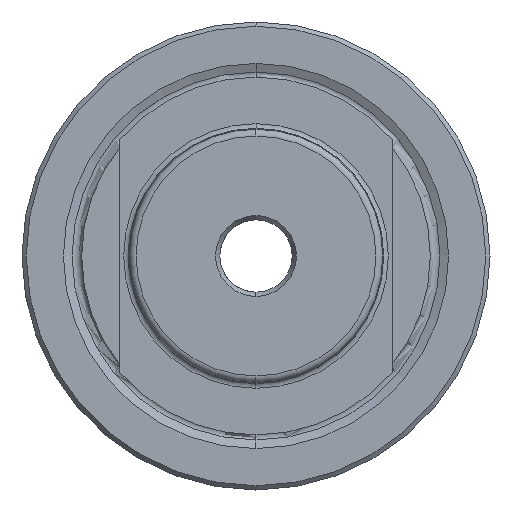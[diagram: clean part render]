
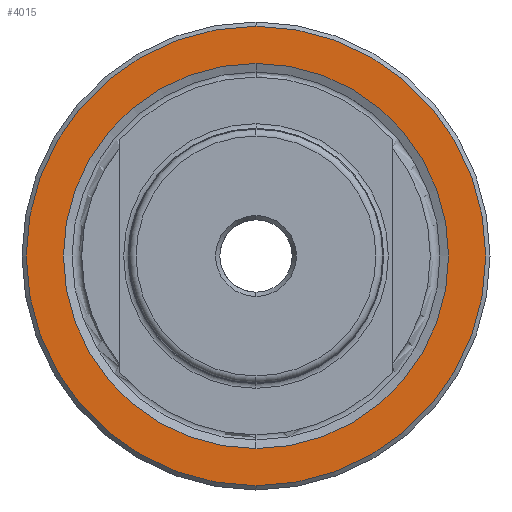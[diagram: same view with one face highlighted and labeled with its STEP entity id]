
A CAD part, left-side view. The second image highlights one B-rep face of the part: STEP entity #4015.
In plain terms, the highlighted planar face has unit normal (-1, 0, 0).
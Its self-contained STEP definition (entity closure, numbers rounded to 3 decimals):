
#12 = PLANE ( 'NONE',  #1144 ) ;
#44 = DIRECTION ( 'NONE',  ( 0., 0., -1. ) ) ;
#48 = CARTESIAN_POINT ( 'NONE',  ( 30., 0., 22.632 ) ) ;
#212 = DIRECTION ( 'NONE',  ( 1., 0., 0. ) ) ;
#516 = CIRCLE ( 'NONE', #3252, 22.632 ) ;
#628 = AXIS2_PLACEMENT_3D ( 'NONE', #1292, #1296, #1637 ) ;
#676 = ORIENTED_EDGE ( 'NONE', *, *, #3731, .T. ) ;
#701 = ORIENTED_EDGE ( 'NONE', *, *, #2905, .F. ) ;
#703 = ORIENTED_EDGE ( 'NONE', *, *, #3871, .F. ) ;
#815 = EDGE_LOOP ( 'NONE', ( #676, #2693 ) ) ;
#948 = EDGE_LOOP ( 'NONE', ( #703, #701 ) ) ;
#1144 = AXIS2_PLACEMENT_3D ( 'NONE', #48, #212, #44 ) ;
#1151 = AXIS2_PLACEMENT_3D ( 'NONE', #1914, #1900, #1763 ) ;
#1292 = CARTESIAN_POINT ( 'NONE',  ( 30., 0., 0. ) ) ;
#1296 = DIRECTION ( 'NONE',  ( -1., 0., 0. ) ) ;
#1300 = CIRCLE ( 'NONE', #2258, 27. ) ;
#1616 = VERTEX_POINT ( 'NONE', #3852 ) ;
#1637 = DIRECTION ( 'NONE',  ( 0., 0., 1. ) ) ;
#1696 = CIRCLE ( 'NONE', #1151, 27. ) ;
#1763 = DIRECTION ( 'NONE',  ( 0., 0., 1. ) ) ;
#1785 = FACE_OUTER_BOUND ( 'NONE', #815, .T. ) ;
#1848 = DIRECTION ( 'NONE',  ( 0., 0., 1. ) ) ;
#1856 = DIRECTION ( 'NONE',  ( -1., 0., 0. ) ) ;
#1859 = CARTESIAN_POINT ( 'NONE',  ( 30., 0., 0. ) ) ;
#1900 = DIRECTION ( 'NONE',  ( -1., 0., 0. ) ) ;
#1914 = CARTESIAN_POINT ( 'NONE',  ( 30., 0., 0. ) ) ;
#2240 = VERTEX_POINT ( 'NONE', #4314 ) ;
#2258 = AXIS2_PLACEMENT_3D ( 'NONE', #3022, #3028, #3037 ) ;
#2267 = FACE_BOUND ( 'NONE', #948, .T. ) ;
#2506 = CARTESIAN_POINT ( 'NONE',  ( 30., 0., -27. ) ) ;
#2684 = VERTEX_POINT ( 'NONE', #2506 ) ;
#2693 = ORIENTED_EDGE ( 'NONE', *, *, #3435, .T. ) ;
#2905 = EDGE_CURVE ( 'NONE', #3508, #1616, #3629, .T. ) ;
#3022 = CARTESIAN_POINT ( 'NONE',  ( 30., 0., 0. ) ) ;
#3028 = DIRECTION ( 'NONE',  ( -1., 0., 0. ) ) ;
#3037 = DIRECTION ( 'NONE',  ( 0., 0., 1. ) ) ;
#3039 = CARTESIAN_POINT ( 'NONE',  ( 30., 0., -22.632 ) ) ;
#3252 = AXIS2_PLACEMENT_3D ( 'NONE', #1859, #1856, #1848 ) ;
#3435 = EDGE_CURVE ( 'NONE', #2240, #2684, #1300, .T. ) ;
#3508 = VERTEX_POINT ( 'NONE', #3039 ) ;
#3629 = CIRCLE ( 'NONE', #628, 22.632 ) ;
#3731 = EDGE_CURVE ( 'NONE', #2684, #2240, #1696, .T. ) ;
#3852 = CARTESIAN_POINT ( 'NONE',  ( 30., 0., 22.632 ) ) ;
#3871 = EDGE_CURVE ( 'NONE', #1616, #3508, #516, .T. ) ;
#4015 = ADVANCED_FACE ( 'NONE', ( #2267, #1785 ), #12, .F. ) ;
#4314 = CARTESIAN_POINT ( 'NONE',  ( 30., 0., 27. ) ) ;
